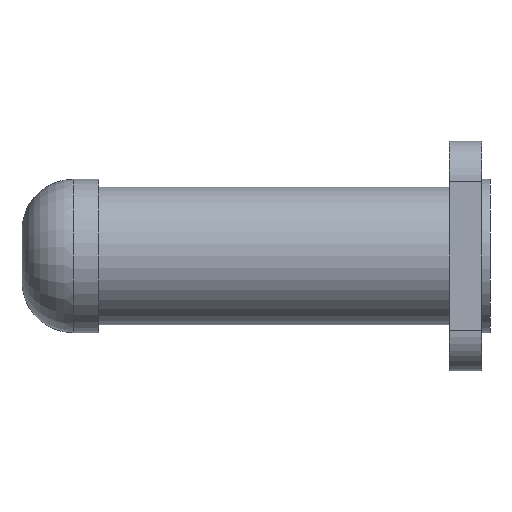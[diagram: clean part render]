
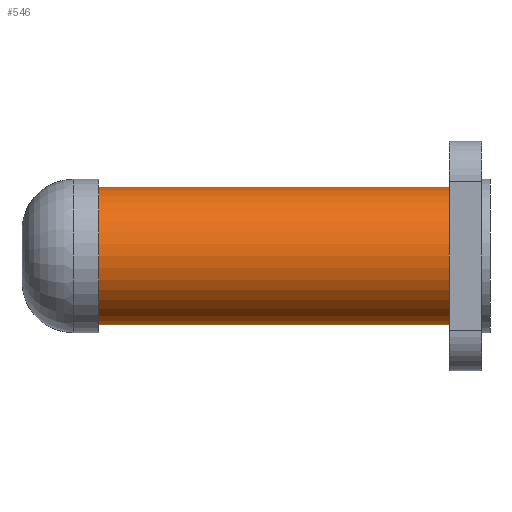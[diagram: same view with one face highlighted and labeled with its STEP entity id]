
A CAD part, front view. The second image highlights one B-rep face of the part: STEP entity #546.
In plain terms, the highlighted cylindrical face has radius 27 mm (diameter 54 mm), a partial arc.
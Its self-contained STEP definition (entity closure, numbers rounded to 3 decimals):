
#86 = ORIENTED_EDGE ( 'NONE', *, *, #599, .T. ) ;
#155 = VERTEX_POINT ( 'NONE', #637 ) ;
#161 = CARTESIAN_POINT ( 'NONE',  ( -200.8, 0., 27. ) ) ;
#163 = AXIS2_PLACEMENT_3D ( 'NONE', #404, #304, #672 ) ;
#220 = EDGE_LOOP ( 'NONE', ( #649, #322, #86, #855 ) ) ;
#235 = VERTEX_POINT ( 'NONE', #161 ) ;
#280 = LINE ( 'NONE', #905, #961 ) ;
#287 = AXIS2_PLACEMENT_3D ( 'NONE', #458, #462, #1177 ) ;
#304 = DIRECTION ( 'NONE',  ( -1., 0., 0. ) ) ;
#322 = ORIENTED_EDGE ( 'NONE', *, *, #1106, .F. ) ;
#325 = FACE_OUTER_BOUND ( 'NONE', #220, .T. ) ;
#374 = VERTEX_POINT ( 'NONE', #918 ) ;
#404 = CARTESIAN_POINT ( 'NONE',  ( -200.8, 0., 0. ) ) ;
#458 = CARTESIAN_POINT ( 'NONE',  ( -63.5, 0., 0. ) ) ;
#462 = DIRECTION ( 'NONE',  ( 1., 0., 0. ) ) ;
#537 = VERTEX_POINT ( 'NONE', #1020 ) ;
#546 = ADVANCED_FACE ( 'NONE', ( #325 ), #1182, .T. ) ;
#550 = EDGE_CURVE ( 'NONE', #374, #235, #582, .T. ) ;
#582 = CIRCLE ( 'NONE', #163, 27. ) ;
#599 = EDGE_CURVE ( 'NONE', #155, #235, #1029, .T. ) ;
#621 = CIRCLE ( 'NONE', #287, 27. ) ;
#637 = CARTESIAN_POINT ( 'NONE',  ( -63.5, 0., 27. ) ) ;
#649 = ORIENTED_EDGE ( 'NONE', *, *, #1179, .F. ) ;
#672 = DIRECTION ( 'NONE',  ( 0., 0., 1. ) ) ;
#706 = AXIS2_PLACEMENT_3D ( 'NONE', #834, #1129, #1026 ) ;
#834 = CARTESIAN_POINT ( 'NONE',  ( 0., 0., 0. ) ) ;
#855 = ORIENTED_EDGE ( 'NONE', *, *, #550, .F. ) ;
#905 = CARTESIAN_POINT ( 'NONE',  ( 0., 0., -27. ) ) ;
#918 = CARTESIAN_POINT ( 'NONE',  ( -200.8, 0., -27. ) ) ;
#961 = VECTOR ( 'NONE', #981, 1000. ) ;
#971 = VECTOR ( 'NONE', #1051, 1000. ) ;
#981 = DIRECTION ( 'NONE',  ( -1., 0., 0. ) ) ;
#1020 = CARTESIAN_POINT ( 'NONE',  ( -63.5, 0., -27. ) ) ;
#1026 = DIRECTION ( 'NONE',  ( 0., 0., 1. ) ) ;
#1029 = LINE ( 'NONE', #1041, #971 ) ;
#1041 = CARTESIAN_POINT ( 'NONE',  ( 0., 0., 27. ) ) ;
#1051 = DIRECTION ( 'NONE',  ( -1., 0., 0. ) ) ;
#1106 = EDGE_CURVE ( 'NONE', #155, #537, #621, .T. ) ;
#1129 = DIRECTION ( 'NONE',  ( -1., 0., 0. ) ) ;
#1177 = DIRECTION ( 'NONE',  ( 0., 0., -1. ) ) ;
#1179 = EDGE_CURVE ( 'NONE', #537, #374, #280, .T. ) ;
#1182 = CYLINDRICAL_SURFACE ( 'NONE', #706, 27. ) ;
